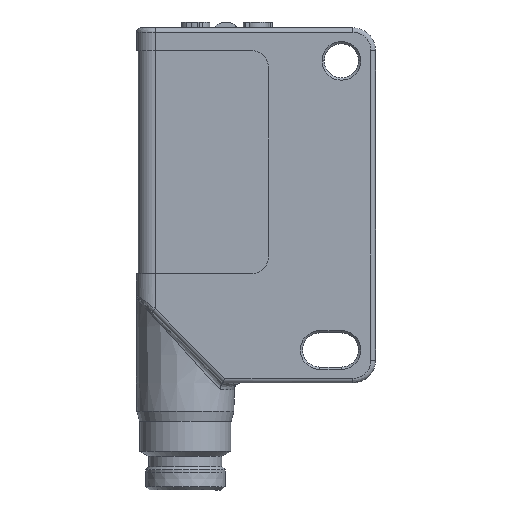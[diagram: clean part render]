
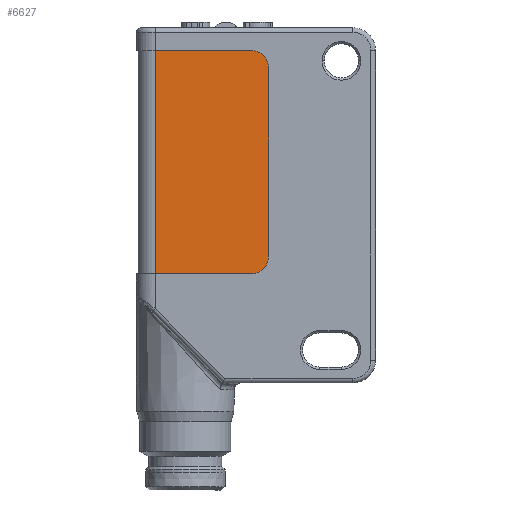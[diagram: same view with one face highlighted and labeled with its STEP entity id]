
A CAD part, front view. The second image highlights one B-rep face of the part: STEP entity #6627.
In plain terms, the highlighted planar face has unit normal (0, -1, 0).
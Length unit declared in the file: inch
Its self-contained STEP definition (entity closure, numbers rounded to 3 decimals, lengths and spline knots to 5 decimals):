
#706 = DIRECTION ( 'NONE',  ( 1., 0., 0. ) ) ;
#852 = VERTEX_POINT ( 'NONE', #7657 ) ;
#1274 = DIRECTION ( 'NONE',  ( -1., 0., 0. ) ) ;
#2190 = CARTESIAN_POINT ( 'NONE',  ( -0.76181, -0.24606, 0.37795 ) ) ;
#2299 = ORIENTED_EDGE ( 'NONE', *, *, #8099, .T. ) ;
#2426 = VERTEX_POINT ( 'NONE', #11780 ) ;
#2463 = CARTESIAN_POINT ( 'NONE',  ( -0.76181, -0.24606, 1.14969 ) ) ;
#2665 = AXIS2_PLACEMENT_3D ( 'NONE', #3086, #6430, #11090 ) ;
#2699 = DIRECTION ( 'NONE',  ( -1., 0., 0. ) ) ;
#2776 = VECTOR ( 'NONE', #2896, 39.37008 ) ;
#2800 = VERTEX_POINT ( 'NONE', #11115 ) ;
#2896 = DIRECTION ( 'NONE',  ( 0., 0., 1. ) ) ;
#3086 = CARTESIAN_POINT ( 'NONE',  ( -0.76181, -0.24606, 0.48031 ) ) ;
#3166 = DIRECTION ( 'NONE',  ( 0., 0., 1. ) ) ;
#4086 = CARTESIAN_POINT ( 'NONE',  ( -0.3701, -0.24606, 0.43701 ) ) ;
#4716 = LINE ( 'NONE', #7622, #5588 ) ;
#4755 = EDGE_CURVE ( 'NONE', #852, #2800, #13098, .T. ) ;
#4969 = VECTOR ( 'NONE', #2699, 39.37008 ) ;
#5054 = EDGE_CURVE ( 'NONE', #7509, #10529, #12384, .T. ) ;
#5118 = CARTESIAN_POINT ( 'NONE',  ( -0.42916, -0.24606, 1.09063 ) ) ;
#5249 = FACE_OUTER_BOUND ( 'NONE', #8502, .T. ) ;
#5505 = DIRECTION ( 'NONE',  ( 0., -1., 0. ) ) ;
#5588 = VECTOR ( 'NONE', #3166, 39.37008 ) ;
#5793 = ORIENTED_EDGE ( 'NONE', *, *, #4755, .T. ) ;
#6315 = DIRECTION ( 'NONE',  ( 0., -1., 0. ) ) ;
#6430 = DIRECTION ( 'NONE',  ( 0., -1., 0. ) ) ;
#6532 = PLANE ( 'NONE',  #2665 ) ;
#6627 = ADVANCED_FACE ( 'NONE', ( #5249 ), #6532, .T. ) ;
#7509 = VERTEX_POINT ( 'NONE', #11299 ) ;
#7622 = CARTESIAN_POINT ( 'NONE',  ( -0.76181, -0.24606, 0.48031 ) ) ;
#7657 = CARTESIAN_POINT ( 'NONE',  ( -0.3701, -0.24606, 1.09063 ) ) ;
#7927 = LINE ( 'NONE', #2463, #4969 ) ;
#7984 = LINE ( 'NONE', #9514, #2776 ) ;
#8099 = EDGE_CURVE ( 'NONE', #2800, #2426, #7927, .T. ) ;
#8474 = ORIENTED_EDGE ( 'NONE', *, *, #5054, .F. ) ;
#8502 = EDGE_LOOP ( 'NONE', ( #8474, #10712, #10327, #5793, #2299, #13969 ) ) ;
#9276 = VECTOR ( 'NONE', #1274, 39.37008 ) ;
#9514 = CARTESIAN_POINT ( 'NONE',  ( -0.3701, -0.24606, 0.48031 ) ) ;
#9881 = DIRECTION ( 'NONE',  ( 1., 0., 0. ) ) ;
#10224 = VERTEX_POINT ( 'NONE', #4086 ) ;
#10327 = ORIENTED_EDGE ( 'NONE', *, *, #12320, .T. ) ;
#10344 = EDGE_CURVE ( 'NONE', #10529, #2426, #4716, .T. ) ;
#10529 = VERTEX_POINT ( 'NONE', #11170 ) ;
#10712 = ORIENTED_EDGE ( 'NONE', *, *, #13181, .T. ) ;
#11090 = DIRECTION ( 'NONE',  ( 1., 0., 0. ) ) ;
#11115 = CARTESIAN_POINT ( 'NONE',  ( -0.42916, -0.24606, 1.14969 ) ) ;
#11170 = CARTESIAN_POINT ( 'NONE',  ( -0.76181, -0.24606, 0.37795 ) ) ;
#11299 = CARTESIAN_POINT ( 'NONE',  ( -0.42916, -0.24606, 0.37795 ) ) ;
#11780 = CARTESIAN_POINT ( 'NONE',  ( -0.76181, -0.24606, 1.14969 ) ) ;
#12320 = EDGE_CURVE ( 'NONE', #10224, #852, #7984, .T. ) ;
#12384 = LINE ( 'NONE', #2190, #9276 ) ;
#13048 = AXIS2_PLACEMENT_3D ( 'NONE', #13213, #5505, #9881 ) ;
#13098 = CIRCLE ( 'NONE', #13296, 0.05906 ) ;
#13181 = EDGE_CURVE ( 'NONE', #7509, #10224, #13770, .T. ) ;
#13213 = CARTESIAN_POINT ( 'NONE',  ( -0.42916, -0.24606, 0.43701 ) ) ;
#13296 = AXIS2_PLACEMENT_3D ( 'NONE', #5118, #6315, #706 ) ;
#13770 = CIRCLE ( 'NONE', #13048, 0.05906 ) ;
#13969 = ORIENTED_EDGE ( 'NONE', *, *, #10344, .F. ) ;
